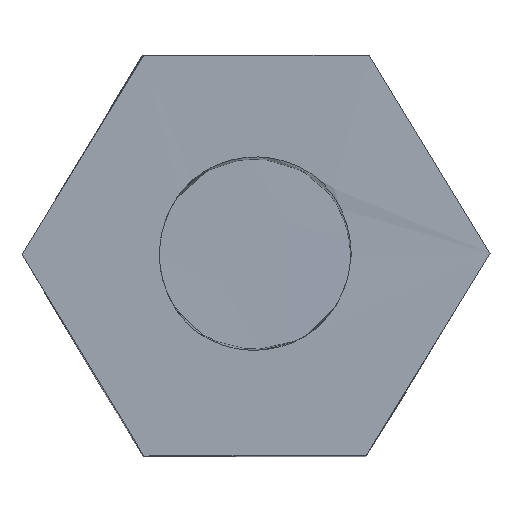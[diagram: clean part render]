
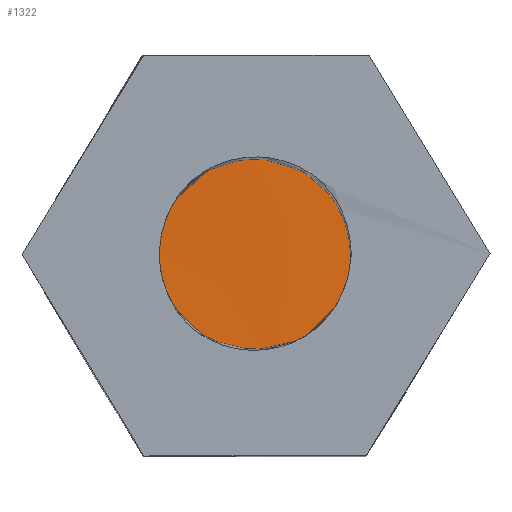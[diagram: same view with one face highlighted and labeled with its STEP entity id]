
A CAD part, top view. The second image highlights one B-rep face of the part: STEP entity #1322.
In plain terms, the highlighted free-form (B-spline) face has degree [3, 3] with [4, 4] control points.
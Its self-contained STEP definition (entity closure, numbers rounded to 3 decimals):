
#949 = B_SPLINE_SURFACE_WITH_KNOTS('',3,3,(
    (#950,#951,#952,#953)
    ,(#954,#955,#956,#957)
    ,(#958,#959,#960,#961)
    ,(#962,#963,#964,#965
    )),.UNSPECIFIED.,.F.,.F.,.F.,(4,4),(4,4),(0.,1.),(0.,1.),
  .PIECEWISE_BEZIER_KNOTS.);
#950 = CARTESIAN_POINT('',(-0.425,0.003,
    0.553));
#951 = CARTESIAN_POINT('',(-0.42,0.003,
    0.437));
#952 = CARTESIAN_POINT('',(-0.424,0.004,
    0.32));
#953 = CARTESIAN_POINT('',(-0.423,0.002,
    0.206));
#954 = CARTESIAN_POINT('',(-0.437,-0.548,0.551
    ));
#955 = CARTESIAN_POINT('',(-0.442,-0.547,
    0.438));
#956 = CARTESIAN_POINT('',(-0.442,-0.546,
    0.318));
#957 = CARTESIAN_POINT('',(-0.437,-0.547,
    0.205));
#958 = CARTESIAN_POINT('',(0.427,-0.55,0.552
    ));
#959 = CARTESIAN_POINT('',(0.435,-0.551,0.436
    ));
#960 = CARTESIAN_POINT('',(0.434,-0.551,0.321
    ));
#961 = CARTESIAN_POINT('',(0.426,-0.552,0.2
    ));
#962 = CARTESIAN_POINT('',(0.42,-0.001,
    0.558));
#963 = CARTESIAN_POINT('',(0.417,-0.001,
    0.437));
#964 = CARTESIAN_POINT('',(0.416,-0.001,
    0.324));
#965 = CARTESIAN_POINT('',(0.421,0.001,
    0.206));
#1011 = B_SPLINE_SURFACE_WITH_KNOTS('',3,3,(
    (#1012,#1013,#1014,#1015)
    ,(#1016,#1017,#1018,#1019)
    ,(#1020,#1021,#1022,#1023)
    ,(#1024,#1025,#1026,#1027
    )),.UNSPECIFIED.,.F.,.F.,.F.,(4,4),(4,4),(0.,1.),(0.,1.),
  .PIECEWISE_BEZIER_KNOTS.);
#1012 = CARTESIAN_POINT('',(0.423,-0.002,
    0.554));
#1013 = CARTESIAN_POINT('',(0.42,-0.005,
    0.432));
#1014 = CARTESIAN_POINT('',(0.416,0.001,
    0.323));
#1015 = CARTESIAN_POINT('',(0.421,-0.005,
    0.203));
#1016 = CARTESIAN_POINT('',(0.427,0.546,0.554
    ));
#1017 = CARTESIAN_POINT('',(0.437,0.546,0.439
    ));
#1018 = CARTESIAN_POINT('',(0.43,0.536,0.321)
  );
#1019 = CARTESIAN_POINT('',(0.425,0.546,0.205
    ));
#1020 = CARTESIAN_POINT('',(-0.431,0.546,
    0.553));
#1021 = CARTESIAN_POINT('',(-0.441,0.544,0.438
    ));
#1022 = CARTESIAN_POINT('',(-0.432,0.547,
    0.32));
#1023 = CARTESIAN_POINT('',(-0.436,0.544,
    0.203));
#1024 = CARTESIAN_POINT('',(-0.425,-0.002,
    0.555));
#1025 = CARTESIAN_POINT('',(-0.419,-0.002,
    0.441));
#1026 = CARTESIAN_POINT('',(-0.424,-0.002,
    0.32));
#1027 = CARTESIAN_POINT('',(-0.425,-0.004,
    0.205));
#1107 = EDGE_CURVE('',#1108,#1110,#1112,.T.);
#1108 = VERTEX_POINT('',#1109);
#1109 = CARTESIAN_POINT('',(0.41,-0.006,
    0.192));
#1110 = VERTEX_POINT('',#1111);
#1111 = CARTESIAN_POINT('',(-0.417,-0.004,
    0.193));
#1112 = SURFACE_CURVE('',#1113,(#1118,#1128),.PCURVE_S1.);
#1113 = B_SPLINE_CURVE_WITH_KNOTS('',3,(#1114,#1115,#1116,#1117),
  .UNSPECIFIED.,.F.,.F.,(4,4),(0.,1.),.PIECEWISE_BEZIER_KNOTS.);
#1114 = CARTESIAN_POINT('',(0.41,-0.006,
    0.192));
#1115 = CARTESIAN_POINT('',(0.391,0.547,0.194
    ));
#1116 = CARTESIAN_POINT('',(-0.395,0.551,
    0.193));
#1117 = CARTESIAN_POINT('',(-0.417,-0.004,
    0.193));
#1118 = PCURVE('',#1011,#1119);
#1119 = DEFINITIONAL_REPRESENTATION('',(#1120),#1127);
#1120 = B_SPLINE_CURVE_WITH_KNOTS('',5,(#1121,#1122,#1123,#1124,#1125,
    #1126),.UNSPECIFIED.,.F.,.F.,(6,6),(0.,1.),
  .PIECEWISE_BEZIER_KNOTS.);
#1121 = CARTESIAN_POINT('',(0.,1.025));
#1122 = CARTESIAN_POINT('',(0.201,1.029));
#1123 = CARTESIAN_POINT('',(0.45,1.045));
#1124 = CARTESIAN_POINT('',(0.545,0.931));
#1125 = CARTESIAN_POINT('',(0.798,1.091));
#1126 = CARTESIAN_POINT('',(1.,1.017));
#1127 = ( GEOMETRIC_REPRESENTATION_CONTEXT(2) 
PARAMETRIC_REPRESENTATION_CONTEXT() REPRESENTATION_CONTEXT('2D SPACE',''
  ) );
#1128 = PCURVE('',#1129,#1146);
#1129 = B_SPLINE_SURFACE_WITH_KNOTS('',3,3,(
    (#1130,#1131,#1132,#1133)
    ,(#1134,#1135,#1136,#1137)
    ,(#1138,#1139,#1140,#1141)
    ,(#1142,#1143,#1144,#1145
    )),.UNSPECIFIED.,.F.,.F.,.F.,(4,4),(4,4),(0.,1.),(0.,1.),
  .PIECEWISE_BEZIER_KNOTS.);
#1130 = CARTESIAN_POINT('',(-0.431,-0.407,
    0.192));
#1131 = CARTESIAN_POINT('',(-0.432,-0.123,
    0.194));
#1132 = CARTESIAN_POINT('',(-0.431,0.154,0.193
    ));
#1133 = CARTESIAN_POINT('',(-0.431,0.435,
    0.193));
#1134 = CARTESIAN_POINT('',(-0.153,-0.405,
    0.19));
#1135 = CARTESIAN_POINT('',(-0.149,-0.129,
    0.197));
#1136 = CARTESIAN_POINT('',(-0.149,0.159,
    0.191));
#1137 = CARTESIAN_POINT('',(-0.151,0.436,
    0.193));
#1138 = CARTESIAN_POINT('',(0.133,-0.404,
    0.194));
#1139 = CARTESIAN_POINT('',(0.13,-0.125,
    0.194));
#1140 = CARTESIAN_POINT('',(0.133,0.155,0.197
    ));
#1141 = CARTESIAN_POINT('',(0.133,0.438,0.193
    ));
#1142 = CARTESIAN_POINT('',(0.413,-0.407,
    0.192));
#1143 = CARTESIAN_POINT('',(0.414,-0.123,0.197
    ));
#1144 = CARTESIAN_POINT('',(0.413,0.156,0.196)
  );
#1145 = CARTESIAN_POINT('',(0.412,0.438,0.195
    ));
#1146 = DEFINITIONAL_REPRESENTATION('',(#1147),#1152);
#1147 = B_SPLINE_CURVE_WITH_KNOTS('',3,(#1148,#1149,#1150,#1151),
  .UNSPECIFIED.,.F.,.F.,(4,4),(0.,1.),.PIECEWISE_BEZIER_KNOTS.);
#1148 = CARTESIAN_POINT('',(0.996,0.474));
#1149 = CARTESIAN_POINT('',(0.974,1.13));
#1150 = CARTESIAN_POINT('',(0.042,1.139));
#1151 = CARTESIAN_POINT('',(0.017,0.477));
#1152 = ( GEOMETRIC_REPRESENTATION_CONTEXT(2) 
PARAMETRIC_REPRESENTATION_CONTEXT() REPRESENTATION_CONTEXT('2D SPACE',''
  ) );
#1263 = EDGE_CURVE('',#1110,#1108,#1264,.T.);
#1264 = SURFACE_CURVE('',#1265,(#1270,#1299),.PCURVE_S1.);
#1265 = B_SPLINE_CURVE_WITH_KNOTS('',3,(#1266,#1267,#1268,#1269),
  .UNSPECIFIED.,.F.,.F.,(4,4),(0.,1.),.PIECEWISE_BEZIER_KNOTS.);
#1266 = CARTESIAN_POINT('',(-0.417,-0.004,
    0.193));
#1267 = CARTESIAN_POINT('',(-0.385,-0.543,
    0.199));
#1268 = CARTESIAN_POINT('',(0.38,-0.541,
    0.191));
#1269 = CARTESIAN_POINT('',(0.41,-0.006,
    0.192));
#1270 = PCURVE('',#949,#1271);
#1271 = DEFINITIONAL_REPRESENTATION('',(#1272),#1298);
#1272 = B_SPLINE_CURVE_WITH_KNOTS('',3,(#1273,#1274,#1275,#1276,#1277,
    #1278,#1279,#1280,#1281,#1282,#1283,#1284,#1285,#1286,#1287,#1288,
    #1289,#1290,#1291,#1292,#1293,#1294,#1295,#1296,#1297),
  .UNSPECIFIED.,.F.,.F.,(4,1,1,1,1,1,1,1,1,1,1,1,1,1,1,1,1,1,1,1,1,1,4),
  (0.,0.045,0.091,0.136,
    0.182,0.227,0.273,0.318,
    0.364,0.409,0.455,0.5,0.545,
    0.591,0.636,0.682,0.727,
    0.773,0.818,0.864,0.909,
    0.955,1.),.QUASI_UNIFORM_KNOTS.);
#1273 = CARTESIAN_POINT('',(0.004,1.018));
#1274 = CARTESIAN_POINT('',(0.019,1.024));
#1275 = CARTESIAN_POINT('',(0.05,1.029));
#1276 = CARTESIAN_POINT('',(0.096,1.027));
#1277 = CARTESIAN_POINT('',(0.144,1.028));
#1278 = CARTESIAN_POINT('',(0.191,1.028));
#1279 = CARTESIAN_POINT('',(0.238,1.027));
#1280 = CARTESIAN_POINT('',(0.284,1.031));
#1281 = CARTESIAN_POINT('',(0.328,1.015));
#1282 = CARTESIAN_POINT('',(0.372,1.019));
#1283 = CARTESIAN_POINT('',(0.416,1.018));
#1284 = CARTESIAN_POINT('',(0.459,1.018));
#1285 = CARTESIAN_POINT('',(0.501,1.018));
#1286 = CARTESIAN_POINT('',(0.544,1.018));
#1287 = CARTESIAN_POINT('',(0.587,1.019));
#1288 = CARTESIAN_POINT('',(0.63,1.015));
#1289 = CARTESIAN_POINT('',(0.674,1.032));
#1290 = CARTESIAN_POINT('',(0.718,1.027));
#1291 = CARTESIAN_POINT('',(0.764,1.028));
#1292 = CARTESIAN_POINT('',(0.81,1.028));
#1293 = CARTESIAN_POINT('',(0.857,1.028));
#1294 = CARTESIAN_POINT('',(0.904,1.027));
#1295 = CARTESIAN_POINT('',(0.95,1.027));
#1296 = CARTESIAN_POINT('',(0.981,1.027));
#1297 = CARTESIAN_POINT('',(0.996,1.027));
#1298 = ( GEOMETRIC_REPRESENTATION_CONTEXT(2) 
PARAMETRIC_REPRESENTATION_CONTEXT() REPRESENTATION_CONTEXT('2D SPACE',''
  ) );
#1299 = PCURVE('',#1129,#1300);
#1300 = DEFINITIONAL_REPRESENTATION('',(#1301),#1306);
#1301 = B_SPLINE_CURVE_WITH_KNOTS('',3,(#1302,#1303,#1304,#1305),
  .UNSPECIFIED.,.F.,.F.,(4,4),(0.,1.),.PIECEWISE_BEZIER_KNOTS.);
#1302 = CARTESIAN_POINT('',(0.017,0.477));
#1303 = CARTESIAN_POINT('',(0.056,-0.165));
#1304 = CARTESIAN_POINT('',(0.959,-0.161));
#1305 = CARTESIAN_POINT('',(0.996,0.474));
#1306 = ( GEOMETRIC_REPRESENTATION_CONTEXT(2) 
PARAMETRIC_REPRESENTATION_CONTEXT() REPRESENTATION_CONTEXT('2D SPACE',''
  ) );
#1322 = ADVANCED_FACE('',(#1323),#1129,.T.);
#1323 = FACE_BOUND('',#1324,.T.);
#1324 = EDGE_LOOP('',(#1325,#1326));
#1325 = ORIENTED_EDGE('',*,*,#1263,.T.);
#1326 = ORIENTED_EDGE('',*,*,#1107,.T.);
